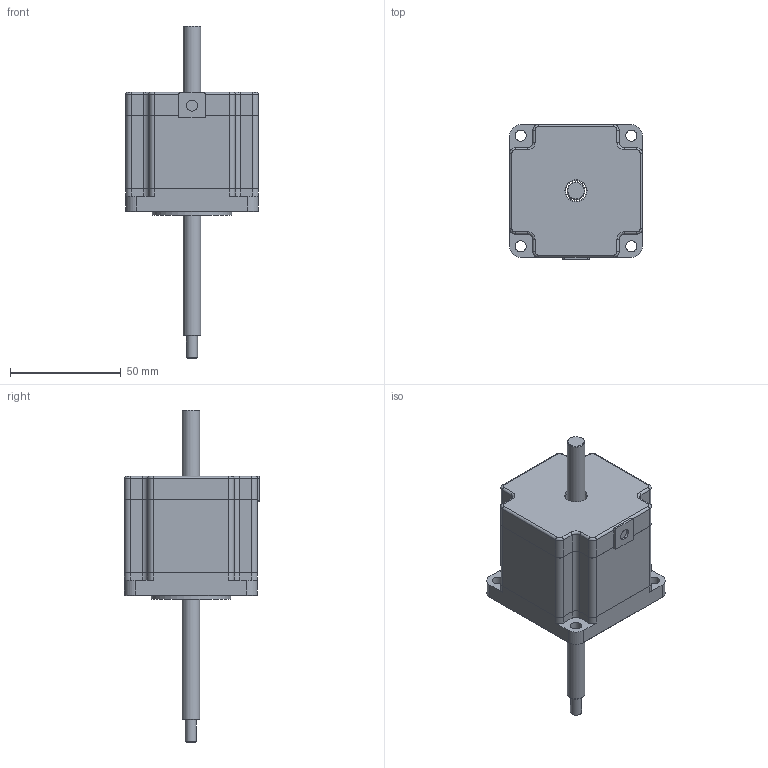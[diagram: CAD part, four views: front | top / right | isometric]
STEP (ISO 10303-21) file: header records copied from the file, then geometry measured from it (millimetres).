
FILE_DESCRIPTION( ( '' ), '1' );
FILE_NAME( 'MS566D-A-LNH0805_VerA.stp', '2019-11-21T03:19:34', ( 'Dimamotor' ), ( 'Dimamotor' ), 'PSStep 17.0.49', ' ', ' ' );
FILE_SCHEMA( ( 'AUTOMOTIVE_DESIGN { 1 0 10303 214 1 1 1 1 }' ) );
Length unit declared in the file: millimetre
Products named in the file (3): Assem1; MS566DH-A; PTA-0805N-00
Assembly tree (2 placements, depth 2):
  Assem1
    MS566DH-A
    PTA-0805N-00
Bounding box: 60 x 61 x 150 mm (x, y, z)
Volume: 177568.9 mm3; surface area: 25161.3 mm2
Topology: 2 solids, 2 shells, 153 faces, 384 edges, 242 vertices
Faces by surface type: cylinder 67, plane 63, torus 12, cone 11
Full cylindrical faces by diameter (mm): 4.938 x1, 5 x5, 8 x1, 9.5 x1, 10 x1, 11 x1, 36 x1
Entity records: 5760 total; most frequent: DIRECTION 832, CARTESIAN_POINT 758, ORIENTED_EDGE 726, EDGE_CURVE 363, AXIS2_PLACEMENT_3D 313, VERTEX_POINT 239, LINE 206, VECTOR 206
